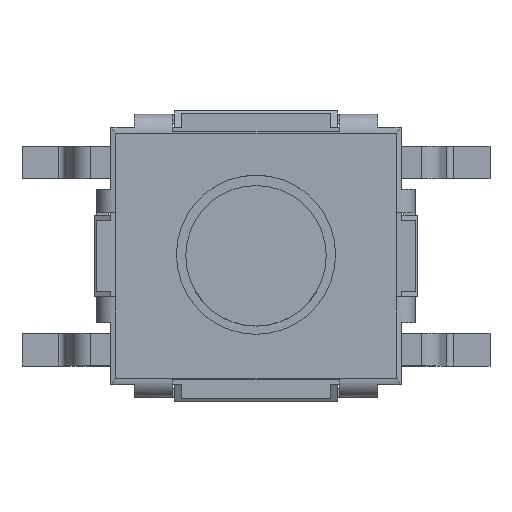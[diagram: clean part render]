
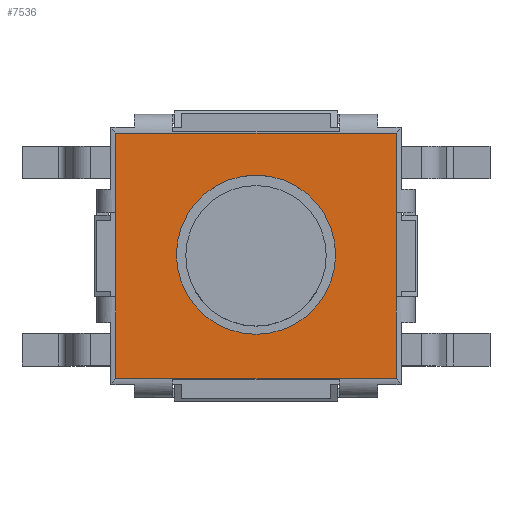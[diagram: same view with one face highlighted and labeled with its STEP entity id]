
A CAD part, top view. The second image highlights one B-rep face of the part: STEP entity #7536.
In plain terms, the highlighted face is planar.
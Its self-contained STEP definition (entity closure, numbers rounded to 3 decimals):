
#7389=CARTESIAN_POINT('',(0.4,2.25,0.4));
#7390=VERTEX_POINT('',#7389);
#7398=CARTESIAN_POINT('',(2.1,2.25,0.4));
#7399=VERTEX_POINT('',#7398);
#7400=CARTESIAN_POINT('',(0.4,2.25,0.4));
#7401=DIRECTION('',(1.0,0.0,0.0));
#7402=VECTOR('',#7401,1.7);
#7403=LINE('',#7400,#7402);
#7404=EDGE_CURVE('',#7390,#7399,#7403,.T.);
#7463=CARTESIAN_POINT('',(0.0,2.25,0.0));
#7464=DIRECTION('',(0.0,1.0,0.0));
#7465=DIRECTION('',(0.0,0.0,1.0));
#7466=AXIS2_PLACEMENT_3D('',#7463,#7464,#7465);
#7467=PLANE('',#7466);
#7468=ORIENTED_EDGE('',*,*,#7404,.F.);
#7469=CARTESIAN_POINT('',(0.4,2.25,6.4));
#7470=VERTEX_POINT('',#7469);
#7471=CARTESIAN_POINT('',(0.4,2.25,6.4));
#7472=DIRECTION('',(0.0,0.0,-1.0));
#7473=VECTOR('',#7472,6.0);
#7474=LINE('',#7471,#7473);
#7475=EDGE_CURVE('',#7470,#7390,#7474,.T.);
#7476=ORIENTED_EDGE('',*,*,#7475,.F.);
#7477=CARTESIAN_POINT('',(2.1,2.25,6.4));
#7478=VERTEX_POINT('',#7477);
#7479=CARTESIAN_POINT('',(2.1,2.25,6.4));
#7480=DIRECTION('',(-1.0,0.0,0.0));
#7481=VECTOR('',#7480,1.7);
#7482=LINE('',#7479,#7481);
#7483=EDGE_CURVE('',#7478,#7470,#7482,.T.);
#7484=ORIENTED_EDGE('',*,*,#7483,.F.);
#7485=CARTESIAN_POINT('',(3.9,2.25,6.4));
#7486=VERTEX_POINT('',#7485);
#7487=CARTESIAN_POINT('',(2.1,2.25,6.4));
#7488=DIRECTION('',(1.0,0.0,0.0));
#7489=VECTOR('',#7488,1.8);
#7490=LINE('',#7487,#7489);
#7491=EDGE_CURVE('',#7478,#7486,#7490,.T.);
#7492=ORIENTED_EDGE('',*,*,#7491,.T.);
#7493=CARTESIAN_POINT('',(5.65,2.25,6.4));
#7494=VERTEX_POINT('',#7493);
#7495=CARTESIAN_POINT('',(5.65,2.25,6.4));
#7496=DIRECTION('',(-1.0,0.0,0.0));
#7497=VECTOR('',#7496,1.75);
#7498=LINE('',#7495,#7497);
#7499=EDGE_CURVE('',#7494,#7486,#7498,.T.);
#7500=ORIENTED_EDGE('',*,*,#7499,.F.);
#7501=CARTESIAN_POINT('',(5.65,2.25,0.4));
#7502=VERTEX_POINT('',#7501);
#7503=CARTESIAN_POINT('',(5.65,2.25,0.4));
#7504=DIRECTION('',(0.0,0.0,1.0));
#7505=VECTOR('',#7504,6.0);
#7506=LINE('',#7503,#7505);
#7507=EDGE_CURVE('',#7502,#7494,#7506,.T.);
#7508=ORIENTED_EDGE('',*,*,#7507,.F.);
#7509=CARTESIAN_POINT('',(3.9,2.25,0.4));
#7510=VERTEX_POINT('',#7509);
#7511=CARTESIAN_POINT('',(3.9,2.25,0.4));
#7512=DIRECTION('',(1.0,0.0,0.0));
#7513=VECTOR('',#7512,1.75);
#7514=LINE('',#7511,#7513);
#7515=EDGE_CURVE('',#7510,#7502,#7514,.T.);
#7516=ORIENTED_EDGE('',*,*,#7515,.F.);
#7517=CARTESIAN_POINT('',(3.9,2.25,0.4));
#7518=DIRECTION('',(-1.0,0.0,0.0));
#7519=VECTOR('',#7518,1.8);
#7520=LINE('',#7517,#7519);
#7521=EDGE_CURVE('',#7510,#7399,#7520,.T.);
#7522=ORIENTED_EDGE('',*,*,#7521,.T.);
#7523=EDGE_LOOP('',(#7468,#7476,#7484,#7492,#7500,#7508,#7516,#7522));
#7524=FACE_OUTER_BOUND('',#7523,.T.);
#7525=CARTESIAN_POINT('',(4.7,2.25,3.4));
#7526=VERTEX_POINT('',#7525);
#7527=CARTESIAN_POINT('',(3.0,2.25,3.4));
#7528=DIRECTION('',(0.0,-1.0,0.0));
#7529=DIRECTION('',(-1.0,0.0,0.0));
#7530=AXIS2_PLACEMENT_3D('',#7527,#7528,#7529);
#7531=CIRCLE('',#7530,1.7);
#7532=EDGE_CURVE('',#7526,#7526,#7531,.T.);
#7533=ORIENTED_EDGE('',*,*,#7532,.T.);
#7534=EDGE_LOOP('',(#7533));
#7535=FACE_BOUND('',#7534,.T.);
#7536=ADVANCED_FACE('',(#7524,#7535),#7467,.T.);
